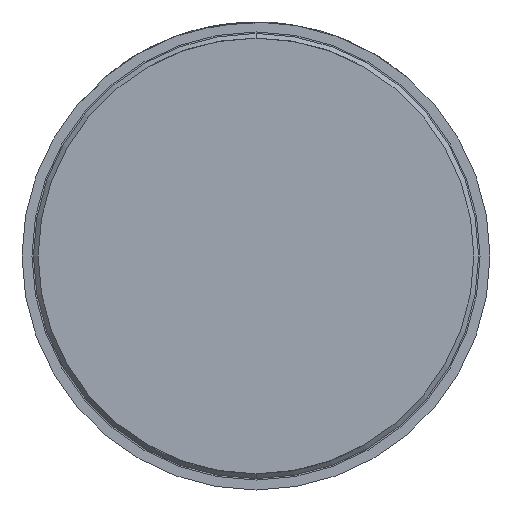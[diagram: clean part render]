
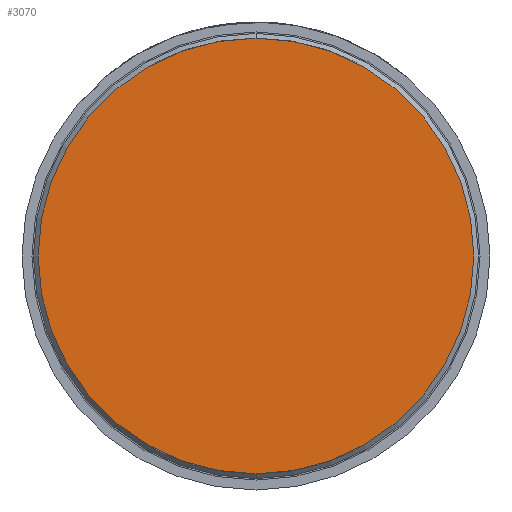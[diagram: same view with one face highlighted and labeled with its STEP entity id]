
A CAD part, front view. The second image highlights one B-rep face of the part: STEP entity #3070.
In plain terms, the highlighted planar face has unit normal (0, -1, 0).
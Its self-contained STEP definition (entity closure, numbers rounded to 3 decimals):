
#40 = CARTESIAN_POINT ( 'NONE',  ( -2.188, 0.025, 0. ) ) ;
#191 = ORIENTED_EDGE ( 'NONE', *, *, #534, .T. ) ;
#269 = CIRCLE ( 'NONE', #3357, 2.188 ) ;
#534 = EDGE_CURVE ( 'Defeature ausgef�hrt1_7+Defeature ausgef�hrt1_14+Defeature ausgef�hrt1_14+Defeature ausgef�hrt1_14', #587, #2864, #3517, .T. ) ;
#587 = VERTEX_POINT ( 'NONE', #40 ) ;
#766 = PLANE ( 'NONE',  #4334 ) ;
#832 = DIRECTION ( 'NONE',  ( 1., 0., 0. ) ) ;
#1540 = AXIS2_PLACEMENT_3D ( 'NONE', #4097, #2256, #2637 ) ;
#2256 = DIRECTION ( 'NONE',  ( 0., -1., 0. ) ) ;
#2339 = DIRECTION ( 'NONE',  ( 0., 1., 0. ) ) ;
#2429 = FACE_OUTER_BOUND ( 'NONE', #4615, .T. ) ;
#2432 = EDGE_CURVE ( 'Defeature ausgef�hrt1_7+Defeature ausgef�hrt1_14+Defeature ausgef�hrt1_14+Defeature ausgef�hrt1_14', #2864, #587, #269, .T. ) ;
#2637 = DIRECTION ( 'NONE',  ( -1., 0., 0. ) ) ;
#2864 = VERTEX_POINT ( 'NONE', #3355 ) ;
#2873 = DIRECTION ( 'NONE',  ( 0., -1., 0. ) ) ;
#3070 = ADVANCED_FACE ( 'Defeature ausgef�hrt1_7', ( #2429 ), #766, .F. ) ;
#3087 = ORIENTED_EDGE ( 'NONE', *, *, #2432, .T. ) ;
#3355 = CARTESIAN_POINT ( 'NONE',  ( 2.188, 0.025, 0. ) ) ;
#3357 = AXIS2_PLACEMENT_3D ( 'NONE', #3607, #2873, #4067 ) ;
#3517 = CIRCLE ( 'NONE', #1540, 2.188 ) ;
#3607 = CARTESIAN_POINT ( 'NONE',  ( 0., 0.025, 0. ) ) ;
#3813 = CARTESIAN_POINT ( 'NONE',  ( 0., 0.025, -2.188 ) ) ;
#4067 = DIRECTION ( 'NONE',  ( -1., 0., 0. ) ) ;
#4097 = CARTESIAN_POINT ( 'NONE',  ( 0., 0.025, 0. ) ) ;
#4334 = AXIS2_PLACEMENT_3D ( 'NONE', #3813, #2339, #832 ) ;
#4615 = EDGE_LOOP ( 'NONE', ( #191, #3087 ) ) ;
